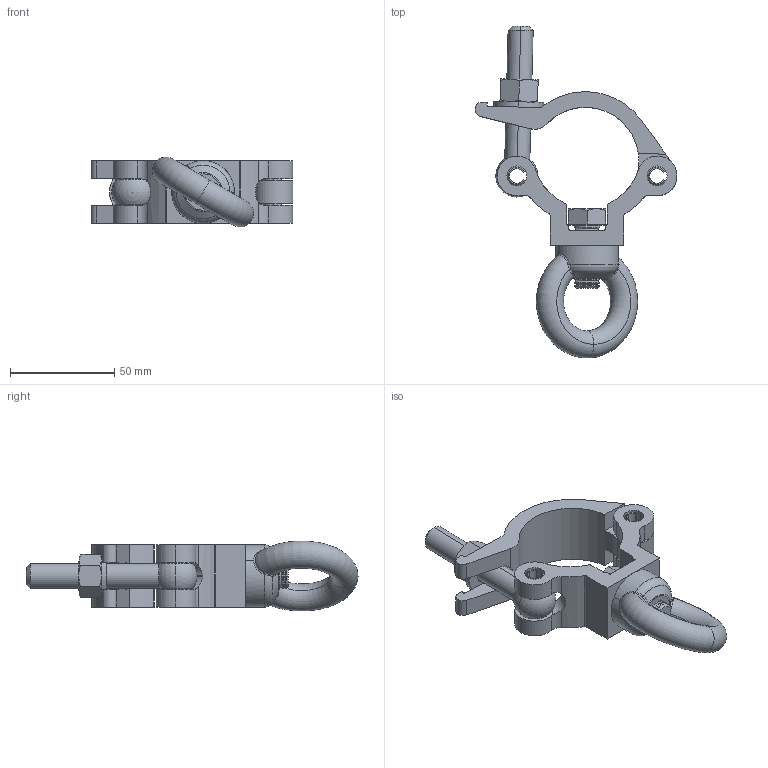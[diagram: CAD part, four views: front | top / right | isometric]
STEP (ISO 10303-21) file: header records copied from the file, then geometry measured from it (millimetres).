
FILE_DESCRIPTION (( 'STEP AP203' ), '1' );
FILE_NAME ('T58089.STEP', '2019-11-21T16:19:22', ( '' ), ( '' ), 'SwSTEP 2.0', 'SolidWorks 2019', '' );
FILE_SCHEMA (( 'CONFIG_CONTROL_DESIGN' ));
Length unit declared in the file: millimetre
Products named in the file (1): T58089
Bounding box: 96.7 x 158.95 x 33.48 mm (x, y, z)
Volume: 90812.7 mm3; surface area: 38690.3 mm2
Topology: 9 solids, 9 shells, 377 faces, 934 edges, 573 vertices
Faces by surface type: cone 140, cylinder 134, plane 70, bspline 20, torus 10, sphere 3
Entity records: 12247 total; most frequent: CARTESIAN_POINT 3114, DIRECTION 2020, ORIENTED_EDGE 1862, EDGE_CURVE 931, AXIS2_PLACEMENT_3D 827, VERTEX_POINT 571, CIRCLE 469, EDGE_LOOP 398
